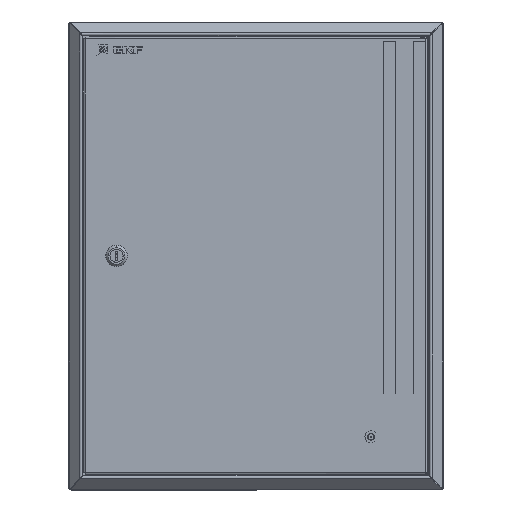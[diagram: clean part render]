
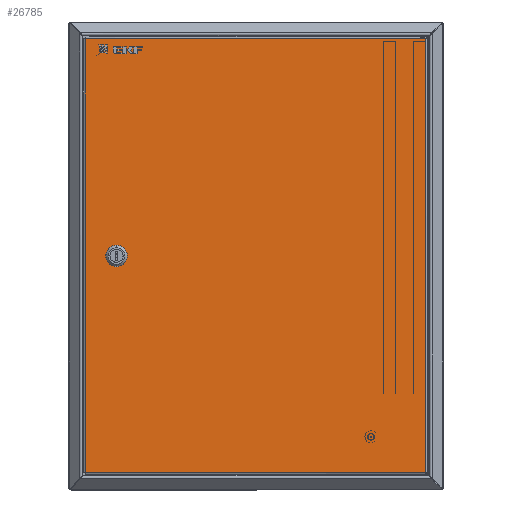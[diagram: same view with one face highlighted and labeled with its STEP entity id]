
A CAD part, top view. The second image highlights one B-rep face of the part: STEP entity #26785.
In plain terms, the highlighted planar face has unit normal (0, 0, 1).
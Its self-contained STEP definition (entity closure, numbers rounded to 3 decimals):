
#317 = DIRECTION ( 'NONE',  ( 0., 0., -1. ) ) ;
#784 = CARTESIAN_POINT ( 'NONE',  ( 363.7, 0.877, 0. ) ) ;
#1673 = EDGE_CURVE ( 'NONE', #12288, #1693, #27571, .T. ) ;
#1693 = VERTEX_POINT ( 'NONE', #4435 ) ;
#1790 = CARTESIAN_POINT ( 'NONE',  ( 24.8, 237.279, 0. ) ) ;
#1852 = VECTOR ( 'NONE', #3076, 1000. ) ;
#1886 = PLANE ( 'NONE',  #8364 ) ;
#2039 = VERTEX_POINT ( 'NONE', #18670 ) ;
#2085 = ORIENTED_EDGE ( 'NONE', *, *, #14227, .T. ) ;
#2389 = LINE ( 'NONE', #12927, #20015 ) ;
#2396 = VERTEX_POINT ( 'NONE', #23659 ) ;
#2597 = EDGE_CURVE ( 'NONE', #2396, #7323, #12654, .T. ) ;
#2941 = CARTESIAN_POINT ( 'NONE',  ( 0., 465.56, 0. ) ) ;
#3076 = DIRECTION ( 'NONE',  ( 0., 1., 0. ) ) ;
#3704 = AXIS2_PLACEMENT_3D ( 'NONE', #22029, #26147, #10545 ) ;
#4052 = CIRCLE ( 'NONE', #9052, 9.25 ) ;
#4065 = DIRECTION ( 'NONE',  ( 0., 0., -1. ) ) ;
#4308 = VECTOR ( 'NONE', #26349, 1000. ) ;
#4435 = CARTESIAN_POINT ( 'NONE',  ( 305.9, 40., 0. ) ) ;
#4643 = CARTESIAN_POINT ( 'NONE',  ( 24.8, 229.981, 0. ) ) ;
#5212 = DIRECTION ( 'NONE',  ( 0., 0., 1. ) ) ;
#5791 = FACE_BOUND ( 'NONE', #21165, .T. ) ;
#6193 = DIRECTION ( 'NONE',  ( 1., 0., 0. ) ) ;
#6589 = ORIENTED_EDGE ( 'NONE', *, *, #28543, .T. ) ;
#6855 = EDGE_CURVE ( 'NONE', #1693, #12288, #18498, .T. ) ;
#6986 = ORIENTED_EDGE ( 'NONE', *, *, #17877, .F. ) ;
#7323 = VERTEX_POINT ( 'NONE', #2941 ) ;
#7554 = DIRECTION ( 'NONE',  ( 0., 0., 1. ) ) ;
#7810 = CARTESIAN_POINT ( 'NONE',  ( 304.9, 40., 0. ) ) ;
#8364 = AXIS2_PLACEMENT_3D ( 'NONE', #10650, #4065, #19563 ) ;
#8769 = VERTEX_POINT ( 'NONE', #11727 ) ;
#9052 = AXIS2_PLACEMENT_3D ( 'NONE', #20835, #7554, #23052 ) ;
#10491 = DIRECTION ( 'NONE',  ( -1., 0., 0. ) ) ;
#10545 = DIRECTION ( 'NONE',  ( -1., 0., 0. ) ) ;
#10650 = CARTESIAN_POINT ( 'NONE',  ( 0., 0., 0. ) ) ;
#10859 = CARTESIAN_POINT ( 'NONE',  ( 0., 0., 0. ) ) ;
#11727 = CARTESIAN_POINT ( 'NONE',  ( 41.8, 229.981, 0. ) ) ;
#11826 = VERTEX_POINT ( 'NONE', #1790 ) ;
#11831 = DIRECTION ( 'NONE',  ( 0., -1., 0. ) ) ;
#12287 = ORIENTED_EDGE ( 'NONE', *, *, #2597, .T. ) ;
#12288 = VERTEX_POINT ( 'NONE', #7810 ) ;
#12654 = LINE ( 'NONE', #19016, #23723 ) ;
#12927 = CARTESIAN_POINT ( 'NONE',  ( 0., 1.7, 0. ) ) ;
#13553 = CARTESIAN_POINT ( 'NONE',  ( 305.4, 40., 0. ) ) ;
#13650 = EDGE_CURVE ( 'NONE', #16068, #11826, #22965, .T. ) ;
#14227 = EDGE_CURVE ( 'NONE', #2039, #2396, #19488, .T. ) ;
#14524 = AXIS2_PLACEMENT_3D ( 'NONE', #13553, #317, #15778 ) ;
#15398 = LINE ( 'NONE', #10859, #4308 ) ;
#15778 = DIRECTION ( 'NONE',  ( -1., 0., 0. ) ) ;
#16068 = VERTEX_POINT ( 'NONE', #22274 ) ;
#16928 = VERTEX_POINT ( 'NONE', #27875 ) ;
#17395 = ORIENTED_EDGE ( 'NONE', *, *, #25809, .T. ) ;
#17622 = VECTOR ( 'NONE', #11831, 1000. ) ;
#17877 = EDGE_CURVE ( 'NONE', #11826, #26921, #24223, .T. ) ;
#18272 = FACE_OUTER_BOUND ( 'NONE', #25987, .T. ) ;
#18490 = CARTESIAN_POINT ( 'NONE',  ( 33.3, 233.63, 0. ) ) ;
#18498 = CIRCLE ( 'NONE', #14524, 0.5 ) ;
#18670 = CARTESIAN_POINT ( 'NONE',  ( 363.7, 1.7, 0. ) ) ;
#19016 = CARTESIAN_POINT ( 'NONE',  ( 364.523, 465.56, 0. ) ) ;
#19488 = LINE ( 'NONE', #784, #1852 ) ;
#19563 = DIRECTION ( 'NONE',  ( -1., 0., 0. ) ) ;
#19944 = EDGE_CURVE ( 'NONE', #26921, #8769, #4052, .T. ) ;
#20015 = VECTOR ( 'NONE', #6193, 1000. ) ;
#20625 = CARTESIAN_POINT ( 'NONE',  ( 24.8, 237.279, 0. ) ) ;
#20707 = DIRECTION ( 'NONE',  ( 1., 0., 0. ) ) ;
#20835 = CARTESIAN_POINT ( 'NONE',  ( 33.3, 233.63, 0. ) ) ;
#21165 = EDGE_LOOP ( 'NONE', ( #6986, #22309, #24954, #21275 ) ) ;
#21275 = ORIENTED_EDGE ( 'NONE', *, *, #19944, .F. ) ;
#22029 = CARTESIAN_POINT ( 'NONE',  ( 305.4, 40., 0. ) ) ;
#22088 = LINE ( 'NONE', #23458, #27995 ) ;
#22274 = CARTESIAN_POINT ( 'NONE',  ( 41.8, 237.279, 0. ) ) ;
#22309 = ORIENTED_EDGE ( 'NONE', *, *, #13650, .F. ) ;
#22762 = FACE_BOUND ( 'NONE', #25933, .T. ) ;
#22832 = AXIS2_PLACEMENT_3D ( 'NONE', #18490, #5212, #20707 ) ;
#22965 = CIRCLE ( 'NONE', #22832, 9.25 ) ;
#23052 = DIRECTION ( 'NONE',  ( 1., 0., 0. ) ) ;
#23122 = ORIENTED_EDGE ( 'NONE', *, *, #6855, .T. ) ;
#23458 = CARTESIAN_POINT ( 'NONE',  ( 41.8, 237.279, 0. ) ) ;
#23659 = CARTESIAN_POINT ( 'NONE',  ( 363.7, 465.56, 0. ) ) ;
#23723 = VECTOR ( 'NONE', #10491, 1000. ) ;
#24223 = LINE ( 'NONE', #20625, #17622 ) ;
#24954 = ORIENTED_EDGE ( 'NONE', *, *, #25696, .F. ) ;
#25696 = EDGE_CURVE ( 'NONE', #8769, #16068, #22088, .T. ) ;
#25809 = EDGE_CURVE ( 'NONE', #16928, #2039, #2389, .T. ) ;
#25933 = EDGE_LOOP ( 'NONE', ( #26687, #23122 ) ) ;
#25987 = EDGE_LOOP ( 'NONE', ( #2085, #12287, #6589, #17395 ) ) ;
#26147 = DIRECTION ( 'NONE',  ( 0., 0., -1. ) ) ;
#26349 = DIRECTION ( 'NONE',  ( 0., -1., 0. ) ) ;
#26687 = ORIENTED_EDGE ( 'NONE', *, *, #1673, .T. ) ;
#26785 = ADVANCED_FACE ( 'NONE', ( #22762, #5791, #18272 ), #1886, .F. ) ;
#26921 = VERTEX_POINT ( 'NONE', #4643 ) ;
#27571 = CIRCLE ( 'NONE', #3704, 0.5 ) ;
#27875 = CARTESIAN_POINT ( 'NONE',  ( 0., 1.7, 0. ) ) ;
#27907 = DIRECTION ( 'NONE',  ( 0., 1., 0. ) ) ;
#27995 = VECTOR ( 'NONE', #27907, 1000. ) ;
#28543 = EDGE_CURVE ( 'NONE', #7323, #16928, #15398, .T. ) ;
